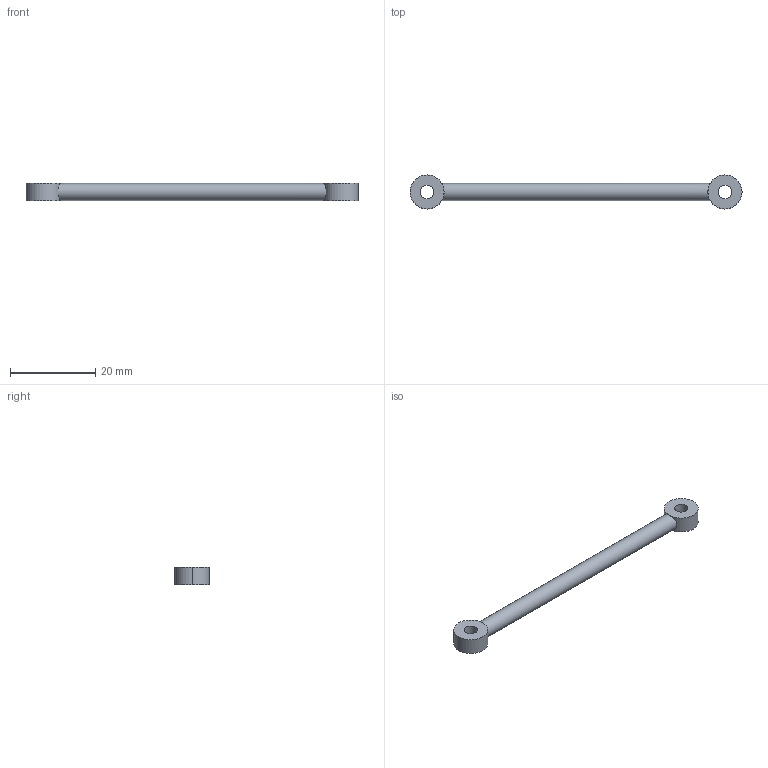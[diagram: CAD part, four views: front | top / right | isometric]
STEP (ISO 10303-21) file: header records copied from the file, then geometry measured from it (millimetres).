
FILE_DESCRIPTION(/* description */ (''),/* implementation_level */ '2;1');
FILE_NAME(/* name */ 'ROD1V2D2_70mm.ipt.stp',/* time_stamp */ '2021-06-20T10:02:41-05:00',/* author */ ('svale'),/* organization */ (''),/* preprocessor_version */ 'ST-DEVELOPER v18.1',/* originating_system */ 'Autodesk Inventor 2021',/* authorisation */ '');
FILE_SCHEMA (('AUTOMOTIVE_DESIGN { 1 0 10303 214 3 1 1 }'));
Length unit declared in the file: millimetre
Products named in the file (1): ROD1V2D2_70mm
Bounding box: 77.96 x 8 x 4 mm (x, y, z)
Volume: 1123.5 mm3; surface area: 1209.1 mm2
Topology: 1 solids, 1 shells, 11 faces, 25 edges, 16 vertices
Faces by surface type: cylinder 7, plane 4
Full cylindrical faces by diameter (mm): 3.1 x2, 4 x1
Entity records: 425 total; most frequent: CARTESIAN_POINT 124, DIRECTION 57, ORIENTED_EDGE 50, AXIS2_PLACEMENT_3D 26, EDGE_CURVE 25, VERTEX_POINT 16, EDGE_LOOP 15, CIRCLE 14
